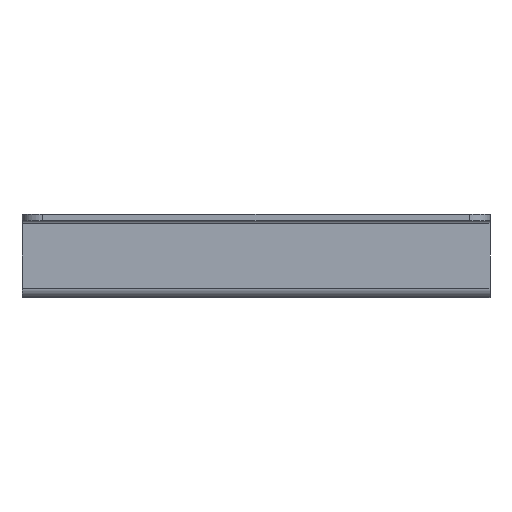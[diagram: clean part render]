
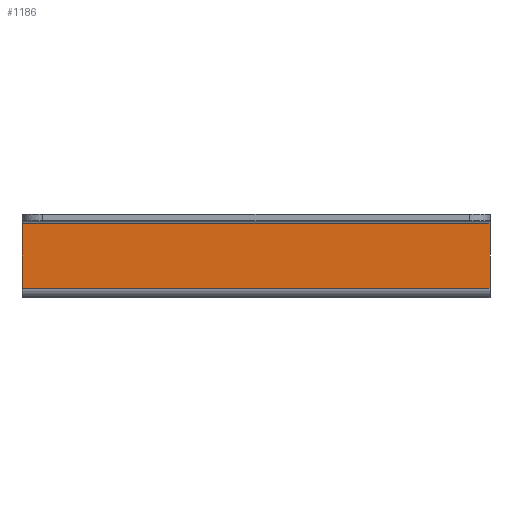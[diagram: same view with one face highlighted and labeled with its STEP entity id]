
A CAD part, front view. The second image highlights one B-rep face of the part: STEP entity #1186.
In plain terms, the highlighted planar face has unit normal (0, -1, 0).
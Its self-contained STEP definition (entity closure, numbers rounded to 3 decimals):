
#141 = DIRECTION ( 'NONE',  ( 1., 0., 0. ) ) ;
#168 = EDGE_CURVE ( 'NONE', #200, #1185, #469, .T. ) ;
#200 = VERTEX_POINT ( 'NONE', #920 ) ;
#283 = LINE ( 'NONE', #1191, #1428 ) ;
#390 = CARTESIAN_POINT ( 'NONE',  ( -57., -63., -1.575 ) ) ;
#452 = CARTESIAN_POINT ( 'NONE',  ( -57., -63., 0.787 ) ) ;
#469 = LINE ( 'NONE', #480, #1492 ) ;
#480 = CARTESIAN_POINT ( 'NONE',  ( 57., -63., -1.575 ) ) ;
#489 = ORIENTED_EDGE ( 'NONE', *, *, #168, .T. ) ;
#513 = EDGE_LOOP ( 'NONE', ( #489, #1412, #529, #1982 ) ) ;
#529 = ORIENTED_EDGE ( 'NONE', *, *, #698, .F. ) ;
#533 = LINE ( 'NONE', #1143, #795 ) ;
#540 = FACE_OUTER_BOUND ( 'NONE', #513, .T. ) ;
#552 = DIRECTION ( 'NONE',  ( 0., 0., 1. ) ) ;
#653 = DIRECTION ( 'NONE',  ( 0., -1., 0. ) ) ;
#698 = EDGE_CURVE ( 'NONE', #1311, #1147, #1011, .T. ) ;
#795 = VECTOR ( 'NONE', #1314, 1000. ) ;
#830 = CARTESIAN_POINT ( 'NONE',  ( -57., -63., -1.575 ) ) ;
#847 = EDGE_CURVE ( 'NONE', #1311, #200, #283, .T. ) ;
#884 = DIRECTION ( 'NONE',  ( 1., 0., 0. ) ) ;
#920 = CARTESIAN_POINT ( 'NONE',  ( 57., -63., 0.787 ) ) ;
#1011 = LINE ( 'NONE', #830, #1594 ) ;
#1143 = CARTESIAN_POINT ( 'NONE',  ( -57., -63., 16.438 ) ) ;
#1147 = VERTEX_POINT ( 'NONE', #1436 ) ;
#1185 = VERTEX_POINT ( 'NONE', #1925 ) ;
#1186 = ADVANCED_FACE ( 'NONE', ( #540 ), #1778, .T. ) ;
#1191 = CARTESIAN_POINT ( 'NONE',  ( 57., -63., 0.787 ) ) ;
#1311 = VERTEX_POINT ( 'NONE', #452 ) ;
#1314 = DIRECTION ( 'NONE',  ( -1., 0., 0. ) ) ;
#1412 = ORIENTED_EDGE ( 'NONE', *, *, #1661, .T. ) ;
#1428 = VECTOR ( 'NONE', #141, 1000. ) ;
#1436 = CARTESIAN_POINT ( 'NONE',  ( -57., -63., 16.438 ) ) ;
#1492 = VECTOR ( 'NONE', #1831, 1000. ) ;
#1594 = VECTOR ( 'NONE', #552, 1000. ) ;
#1661 = EDGE_CURVE ( 'NONE', #1185, #1147, #533, .T. ) ;
#1778 = PLANE ( 'NONE',  #1967 ) ;
#1831 = DIRECTION ( 'NONE',  ( 0., 0., 1. ) ) ;
#1925 = CARTESIAN_POINT ( 'NONE',  ( 57., -63., 16.438 ) ) ;
#1967 = AXIS2_PLACEMENT_3D ( 'NONE', #390, #653, #884 ) ;
#1982 = ORIENTED_EDGE ( 'NONE', *, *, #847, .T. ) ;
